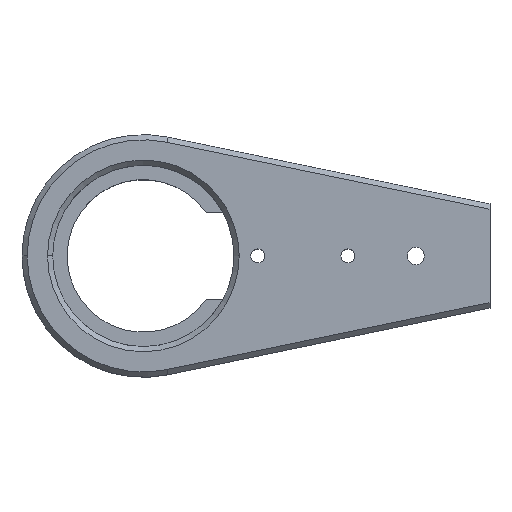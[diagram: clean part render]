
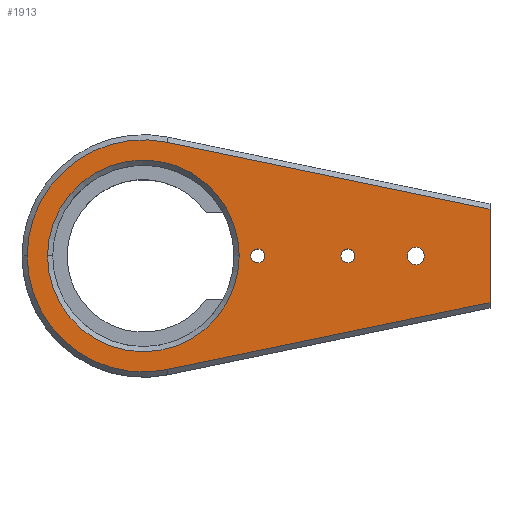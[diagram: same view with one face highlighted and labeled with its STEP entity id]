
A CAD part, top view. The second image highlights one B-rep face of the part: STEP entity #1913.
In plain terms, the highlighted planar face has unit normal (0, 0, 1).
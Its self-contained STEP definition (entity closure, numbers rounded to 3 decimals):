
#2 = EDGE_CURVE ( 'NONE', #64, #939, #2298, .T. ) ;
#45 = EDGE_CURVE ( 'NONE', #1375, #348, #1430, .T. ) ;
#48 = VERTEX_POINT ( 'NONE', #1928 ) ;
#64 = VERTEX_POINT ( 'NONE', #1664 ) ;
#69 = DIRECTION ( 'NONE',  ( 0., 0., 1. ) ) ;
#94 = ORIENTED_EDGE ( 'NONE', *, *, #721, .T. ) ;
#99 = CARTESIAN_POINT ( 'NONE',  ( 100., 13.468, 30. ) ) ;
#113 = CIRCLE ( 'NONE', #1717, 2. ) ;
#127 = ORIENTED_EDGE ( 'NONE', *, *, #2165, .T. ) ;
#139 = EDGE_CURVE ( 'NONE', #939, #1375, #1973, .T. ) ;
#147 = CARTESIAN_POINT ( 'NONE',  ( 6.805, -32.802, 30. ) ) ;
#149 = DIRECTION ( 'NONE',  ( 1., 0., 0. ) ) ;
#153 = DIRECTION ( 'NONE',  ( 1., 0., 0. ) ) ;
#209 = DIRECTION ( 'NONE',  ( 1., 0., 0. ) ) ;
#228 = AXIS2_PLACEMENT_3D ( 'NONE', #1837, #3038, #371 ) ;
#252 = FACE_BOUND ( 'NONE', #355, .T. ) ;
#268 = DIRECTION ( 'NONE',  ( 1., 0., 0. ) ) ;
#348 = VERTEX_POINT ( 'NONE', #99 ) ;
#355 = EDGE_LOOP ( 'NONE', ( #2172, #794 ) ) ;
#371 = DIRECTION ( 'NONE',  ( 1., 0., 0. ) ) ;
#420 = CARTESIAN_POINT ( 'NONE',  ( 0., 0., 30. ) ) ;
#441 = DIRECTION ( 'NONE',  ( 0., 0., 1. ) ) ;
#505 = DIRECTION ( 'NONE',  ( 0., 0., 1. ) ) ;
#549 = CARTESIAN_POINT ( 'NONE',  ( 6.805, 32.802, 30. ) ) ;
#560 = CARTESIAN_POINT ( 'NONE',  ( 81.1, 0., 30. ) ) ;
#631 = VECTOR ( 'NONE', #803, 1000. ) ;
#653 = VECTOR ( 'NONE', #2422, 1000. ) ;
#660 = EDGE_CURVE ( 'NONE', #859, #1415, #113, .T. ) ;
#661 = AXIS2_PLACEMENT_3D ( 'NONE', #420, #1363, #153 ) ;
#699 = ORIENTED_EDGE ( 'NONE', *, *, #905, .T. ) ;
#721 = EDGE_CURVE ( 'NONE', #348, #1171, #2758, .T. ) ;
#728 = FACE_BOUND ( 'NONE', #2115, .T. ) ;
#794 = ORIENTED_EDGE ( 'NONE', *, *, #1991, .F. ) ;
#803 = DIRECTION ( 'NONE',  ( -0.979, 0.203, 0. ) ) ;
#859 = VERTEX_POINT ( 'NONE', #1130 ) ;
#905 = EDGE_CURVE ( 'NONE', #48, #1309, #2130, .T. ) ;
#939 = VERTEX_POINT ( 'NONE', #147 ) ;
#957 = AXIS2_PLACEMENT_3D ( 'NONE', #2607, #441, #2560 ) ;
#985 = CARTESIAN_POINT ( 'NONE',  ( 99.695, -13.531, 30. ) ) ;
#990 = EDGE_CURVE ( 'NONE', #1636, #1110, #1979, .T. ) ;
#1048 = CARTESIAN_POINT ( 'NONE',  ( 6.805, 32.802, 30. ) ) ;
#1092 = ORIENTED_EDGE ( 'NONE', *, *, #660, .F. ) ;
#1099 = ORIENTED_EDGE ( 'NONE', *, *, #2, .T. ) ;
#1110 = VERTEX_POINT ( 'NONE', #1241 ) ;
#1122 = VERTEX_POINT ( 'NONE', #2678 ) ;
#1130 = CARTESIAN_POINT ( 'NONE',  ( 31., 0., 30. ) ) ;
#1139 = CARTESIAN_POINT ( 'NONE',  ( 35., 0., 30. ) ) ;
#1171 = VERTEX_POINT ( 'NONE', #1048 ) ;
#1216 = CARTESIAN_POINT ( 'NONE',  ( 0., 0., 30. ) ) ;
#1219 = CIRCLE ( 'NONE', #661, 27.65 ) ;
#1232 = CARTESIAN_POINT ( 'NONE',  ( 59., 0., 30. ) ) ;
#1241 = CARTESIAN_POINT ( 'NONE',  ( 76.1, 0., 30. ) ) ;
#1309 = VERTEX_POINT ( 'NONE', #2042 ) ;
#1326 = EDGE_LOOP ( 'NONE', ( #1092, #1711 ) ) ;
#1360 = DIRECTION ( 'NONE',  ( 0., 0., 1. ) ) ;
#1363 = DIRECTION ( 'NONE',  ( 0., 0., -1. ) ) ;
#1375 = VERTEX_POINT ( 'NONE', #1618 ) ;
#1400 = CARTESIAN_POINT ( 'NONE',  ( 78.6, 0., 30. ) ) ;
#1415 = VERTEX_POINT ( 'NONE', #1139 ) ;
#1430 = LINE ( 'NONE', #1958, #1996 ) ;
#1431 = VERTEX_POINT ( 'NONE', #2809 ) ;
#1457 = DIRECTION ( 'NONE',  ( 1., 0., 0. ) ) ;
#1473 = CIRCLE ( 'NONE', #1819, 2. ) ;
#1498 = DIRECTION ( 'NONE',  ( 1., 0., 0. ) ) ;
#1602 = ORIENTED_EDGE ( 'NONE', *, *, #990, .F. ) ;
#1618 = CARTESIAN_POINT ( 'NONE',  ( 100., -13.468, 30. ) ) ;
#1636 = VERTEX_POINT ( 'NONE', #560 ) ;
#1660 = PLANE ( 'NONE',  #2612 ) ;
#1664 = CARTESIAN_POINT ( 'NONE',  ( -33.5, 0., 30. ) ) ;
#1676 = EDGE_CURVE ( 'NONE', #1122, #1431, #1473, .T. ) ;
#1711 = ORIENTED_EDGE ( 'NONE', *, *, #2287, .F. ) ;
#1717 = AXIS2_PLACEMENT_3D ( 'NONE', #2934, #1967, #2444 ) ;
#1812 = DIRECTION ( 'NONE',  ( 0., 0., 1. ) ) ;
#1819 = AXIS2_PLACEMENT_3D ( 'NONE', #1965, #2697, #1498 ) ;
#1823 = EDGE_CURVE ( 'NONE', #1309, #48, #1219, .T. ) ;
#1837 = CARTESIAN_POINT ( 'NONE',  ( 0., 0., 30. ) ) ;
#1889 = DIRECTION ( 'NONE',  ( 0., 0., 1. ) ) ;
#1910 = DIRECTION ( 'NONE',  ( 0., 1., 0. ) ) ;
#1913 = ADVANCED_FACE ( 'NONE', ( #2145, #728, #2852, #252, #2869 ), #1660, .T. ) ;
#1928 = CARTESIAN_POINT ( 'NONE',  ( -27.65, 0., 30. ) ) ;
#1947 = CIRCLE ( 'NONE', #2801, 2.5 ) ;
#1958 = CARTESIAN_POINT ( 'NONE',  ( 100., 15., 30. ) ) ;
#1964 = CARTESIAN_POINT ( 'NONE',  ( 78.6, 0., 30. ) ) ;
#1965 = CARTESIAN_POINT ( 'NONE',  ( 59., 0., 30. ) ) ;
#1967 = DIRECTION ( 'NONE',  ( 0., 0., 1. ) ) ;
#1973 = LINE ( 'NONE', #985, #653 ) ;
#1979 = CIRCLE ( 'NONE', #2687, 2.5 ) ;
#1991 = EDGE_CURVE ( 'NONE', #1431, #1122, #2007, .T. ) ;
#1996 = VECTOR ( 'NONE', #1910, 1000. ) ;
#2007 = CIRCLE ( 'NONE', #2810, 2. ) ;
#2023 = ORIENTED_EDGE ( 'NONE', *, *, #45, .T. ) ;
#2030 = AXIS2_PLACEMENT_3D ( 'NONE', #2092, #1812, #3052 ) ;
#2042 = CARTESIAN_POINT ( 'NONE',  ( 27.65, 0., 30. ) ) ;
#2092 = CARTESIAN_POINT ( 'NONE',  ( 33., 0., 30. ) ) ;
#2115 = EDGE_LOOP ( 'NONE', ( #2178, #1602 ) ) ;
#2130 = CIRCLE ( 'NONE', #228, 27.65 ) ;
#2145 = FACE_BOUND ( 'NONE', #2230, .T. ) ;
#2154 = EDGE_LOOP ( 'NONE', ( #2023, #94, #127, #1099, #3098 ) ) ;
#2165 = EDGE_CURVE ( 'NONE', #1171, #64, #2835, .T. ) ;
#2172 = ORIENTED_EDGE ( 'NONE', *, *, #1676, .F. ) ;
#2178 = ORIENTED_EDGE ( 'NONE', *, *, #2567, .F. ) ;
#2230 = EDGE_LOOP ( 'NONE', ( #2471, #699 ) ) ;
#2287 = EDGE_CURVE ( 'NONE', #1415, #859, #2438, .T. ) ;
#2298 = CIRCLE ( 'NONE', #957, 33.5 ) ;
#2394 = DIRECTION ( 'NONE',  ( 0., 0., 1. ) ) ;
#2422 = DIRECTION ( 'NONE',  ( 0.979, 0.203, 0. ) ) ;
#2432 = CARTESIAN_POINT ( 'NONE',  ( 0., 0., 30. ) ) ;
#2438 = CIRCLE ( 'NONE', #2030, 2. ) ;
#2444 = DIRECTION ( 'NONE',  ( 1., 0., 0. ) ) ;
#2471 = ORIENTED_EDGE ( 'NONE', *, *, #1823, .T. ) ;
#2560 = DIRECTION ( 'NONE',  ( 1., 0., 0. ) ) ;
#2567 = EDGE_CURVE ( 'NONE', #1110, #1636, #1947, .T. ) ;
#2585 = AXIS2_PLACEMENT_3D ( 'NONE', #2432, #1360, #149 ) ;
#2607 = CARTESIAN_POINT ( 'NONE',  ( 0., 0., 30. ) ) ;
#2612 = AXIS2_PLACEMENT_3D ( 'NONE', #1216, #505, #1457 ) ;
#2678 = CARTESIAN_POINT ( 'NONE',  ( 57., 0., 30. ) ) ;
#2687 = AXIS2_PLACEMENT_3D ( 'NONE', #1400, #2394, #209 ) ;
#2697 = DIRECTION ( 'NONE',  ( 0., 0., 1. ) ) ;
#2758 = LINE ( 'NONE', #549, #631 ) ;
#2801 = AXIS2_PLACEMENT_3D ( 'NONE', #1964, #69, #2898 ) ;
#2809 = CARTESIAN_POINT ( 'NONE',  ( 61., 0., 30. ) ) ;
#2810 = AXIS2_PLACEMENT_3D ( 'NONE', #1232, #1889, #268 ) ;
#2835 = CIRCLE ( 'NONE', #2585, 33.5 ) ;
#2852 = FACE_OUTER_BOUND ( 'NONE', #2154, .T. ) ;
#2869 = FACE_BOUND ( 'NONE', #1326, .T. ) ;
#2898 = DIRECTION ( 'NONE',  ( 1., 0., 0. ) ) ;
#2934 = CARTESIAN_POINT ( 'NONE',  ( 33., 0., 30. ) ) ;
#3038 = DIRECTION ( 'NONE',  ( 0., 0., -1. ) ) ;
#3052 = DIRECTION ( 'NONE',  ( 1., 0., 0. ) ) ;
#3098 = ORIENTED_EDGE ( 'NONE', *, *, #139, .T. ) ;
